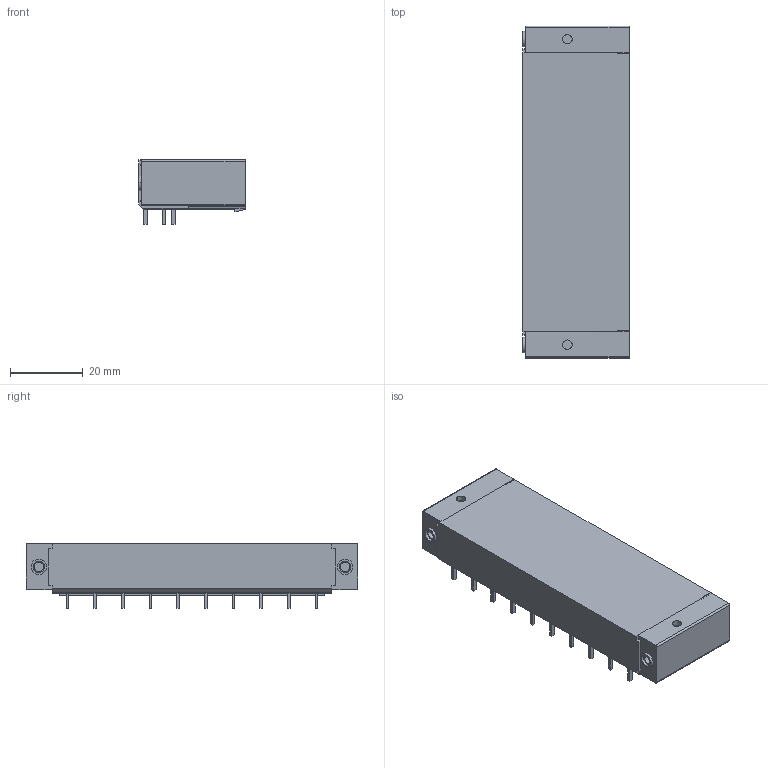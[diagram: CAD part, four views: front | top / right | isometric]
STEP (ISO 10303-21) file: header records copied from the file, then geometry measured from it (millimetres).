
FILE_DESCRIPTION((''),'2;1');
FILE_NAME('TLPHW-501RL','2024-09-12T14:03:43',('sheji'),(''),'CREO PARAMETRIC BY PTC INC, 2018100','CREO PARAMETRIC BY PTC INC, 2018100','');
FILE_SCHEMA(('CONFIG_CONTROL_DESIGN'));
Length unit declared in the file: millimetre
Products named in the file (1): TLPHW-501RL
Bounding box: 29.25 x 91.44 x 17.77 mm (x, y, z)
Volume: 24029.1 mm3; surface area: 17746.3 mm2
Topology: 1 solids, 1 shells, 899 faces, 2483 edges, 1644 vertices
Faces by surface type: plane 678, cylinder 219, cone 2
Entity records: 28482 total; most frequent: CARTESIAN_POINT 5073, ORIENTED_EDGE 4966, DIRECTION 4703, EDGE_CURVE 2483, VECTOR 2041, LINE 2041, VERTEX_POINT 1644, AXIS2_PLACEMENT_3D 1331
